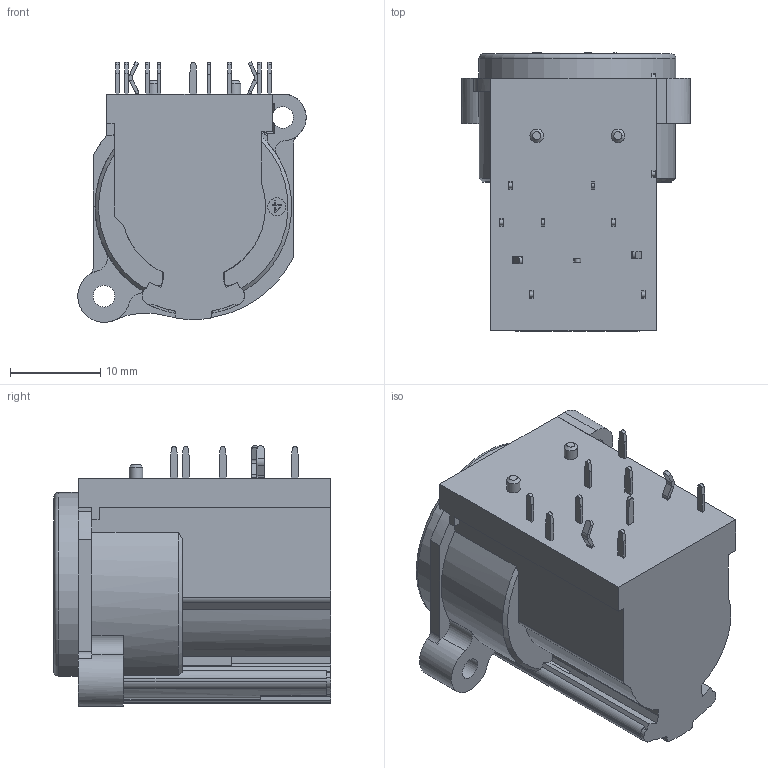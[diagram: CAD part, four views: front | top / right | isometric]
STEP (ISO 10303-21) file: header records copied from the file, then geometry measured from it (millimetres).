
FILE_DESCRIPTION(/* description */ (''),/* implementation_level */ '2;1');
FILE_NAME(/* name */ 'ACJC10AHL.stp',/* time_stamp */ '2026-03-31T14:59:05+11:00',/* author */ ('minh'),/* organization */ (''),/* preprocessor_version */ 'ST-DEVELOPER v19.2',/* originating_system */ 'Autodesk Inventor 2023',/* authorisation */ '');
FILE_SCHEMA (('AUTOMOTIVE_DESIGN { 1 0 10303 214 3 1 1 }'));
Length unit declared in the file: inch
Products named in the file (1): ACJC10AHL simplified
Bounding box: 25.3 x 30.8 x 28.88 mm (x, y, z)
Volume: 11659.7 mm3; surface area: 5024.1 mm2
Topology: 1 solids, 6 shells, 753 faces, 2058 edges, 1355 vertices
Faces by surface type: plane 632, cylinder 91, torus 11, cone 11, sphere 6, bspline 2
Full cylindrical faces by diameter (mm): 1.5 x2, 2 x1, 2.4 x1
Entity records: 24628 total; most frequent: CARTESIAN_POINT 4572, ORIENTED_EDGE 4116, DIRECTION 3800, EDGE_CURVE 2058, LINE 1756, VECTOR 1756, VERTEX_POINT 1355, AXIS2_PLACEMENT_3D 1022
